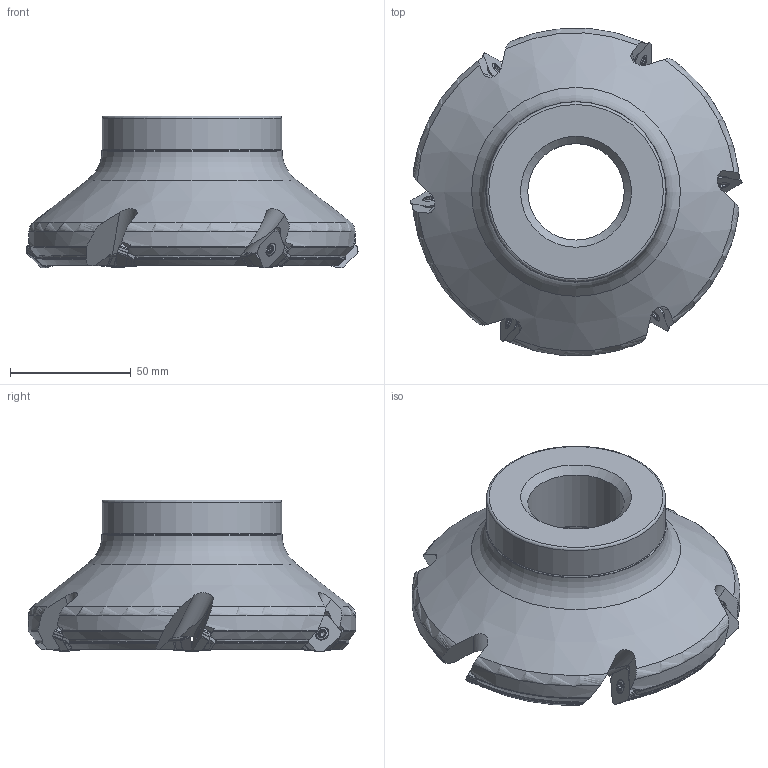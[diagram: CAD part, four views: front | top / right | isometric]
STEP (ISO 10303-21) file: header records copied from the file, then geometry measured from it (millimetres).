
FILE_DESCRIPTION(/* description */ (''),/* implementation_level */ '2;1');
FILE_NAME(/* name */ 'toolassembly_1.stp',/* time_stamp */ '2019-05-02T16:40:37+02:00',/* author */ (''),/* organization */ ('SMS'),/* preprocessor_version */ 'ST-DEVELOPER v15',/* originating_system */ 'SIEMENS PLM Software NX 8.5',/* authorisation */ '');
FILE_SCHEMA (('AUTOMOTIVE_DESIGN { 1 0 10303 214 3 1 1 1 }'));
Length unit declared in the file: millimetre
Products named in the file (4): CUT_20190502163846; NOCUT_20190502163806; ASSEMBLY_CONSTRUCTION; TOOLASSEMBLY_1
Assembly tree (8 placements, depth 2):
  TOOLASSEMBLY_1
    ASSEMBLY_CONSTRUCTION
    NOCUT_20190502163806
    CUT_20190502163846  x6
Bounding box: 137.68 x 135.81 x 63.01 mm (x, y, z)
Volume: 357207.6 mm3; surface area: 51841.2 mm2
Topology: 7 solids, 7 shells, 865 faces, 2625 edges, 1814 vertices
Faces by surface type: plane 321, extrusion 222, cone 108, cylinder 100, torus 90, sphere 24
Full cylindrical faces by diameter (mm): 3.5 x6, 4.1 x6, 5.25 x6, 40.013 x1, 56 x1, 74.386 x1, 74.886 x1
Entity records: 27092 total; most frequent: CARTESIAN_POINT 10587, ORIENTED_EDGE 3570, DIRECTION 3149, EDGE_CURVE 1785, AXIS2_PLACEMENT_3D 1258, VERTEX_POINT 1207, EDGE_LOOP 736, B_SPLINE_CURVE_WITH_KNOTS 672
